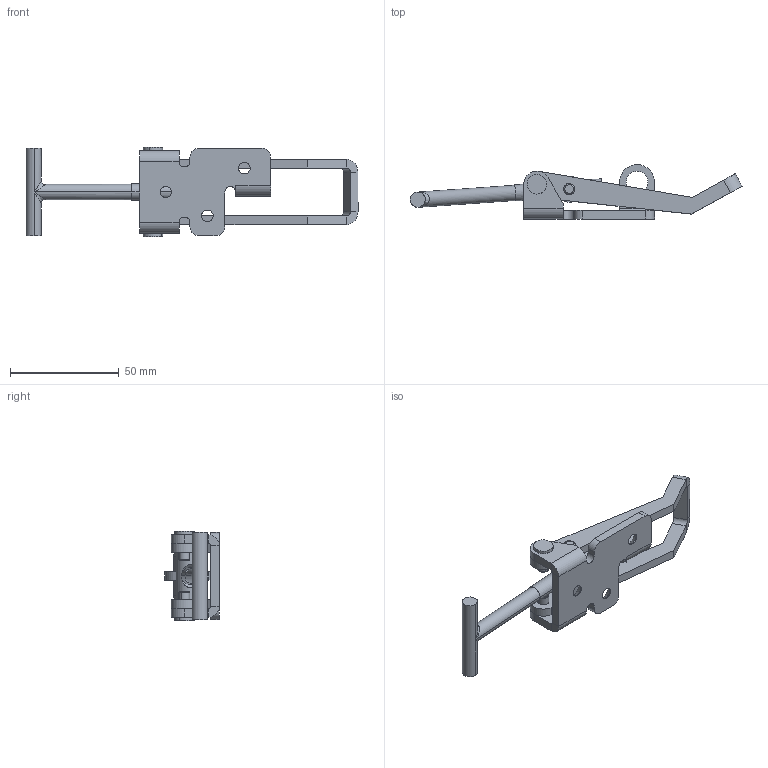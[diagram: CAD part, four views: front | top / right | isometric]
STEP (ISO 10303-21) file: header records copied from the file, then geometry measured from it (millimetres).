
FILE_DESCRIPTION (( 'STEP AP214' ), '1' );
FILE_NAME ('520913.STEP', '2017-01-24T15:01:23', ( '' ), ( '' ), 'SwSTEP 2.0', 'SolidWorks 2015', '' );
FILE_SCHEMA (( 'AUTOMOTIVE_DESIGN' ));
Length unit declared in the file: millimetre
Products named in the file (6): 703 - T-skruv; 703 - Rulle; 704 - Rivet Gradin; 703 - Bygel; 703- Platta LC; 520913
Assembly tree (6 placements, depth 2):
  520913
    703- Platta LC
    703 - Bygel
    704 - Rivet Gradin  x2
    703 - Rulle
    703 - T-skruv
Bounding box: 152.41 x 25 x 41 mm (x, y, z)
Volume: 24483.9 mm3; surface area: 17225 mm2
Topology: 6 solids, 6 shells, 157 faces, 352 edges, 210 vertices
Faces by surface type: cylinder 71, plane 66, cone 18, bspline 2
Entity records: 4636 total; most frequent: CARTESIAN_POINT 1014, DIRECTION 764, ORIENTED_EDGE 652, EDGE_CURVE 326, AXIS2_PLACEMENT_3D 294, VERTEX_POINT 196, LINE 176, VECTOR 176
